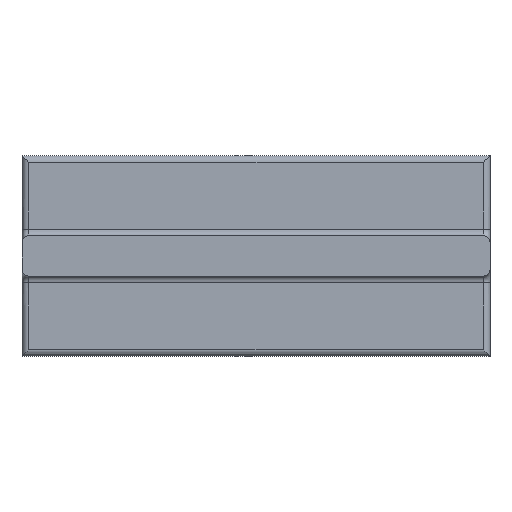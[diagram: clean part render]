
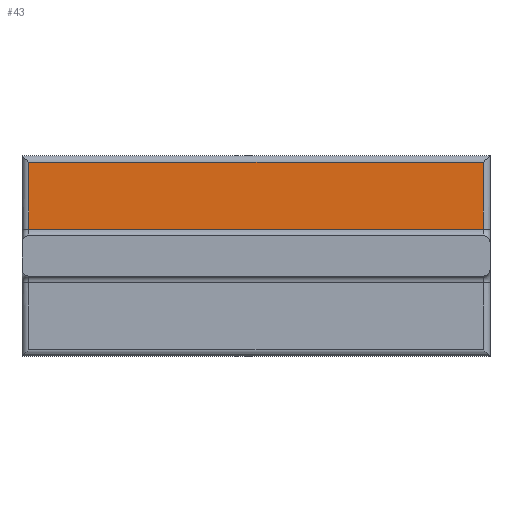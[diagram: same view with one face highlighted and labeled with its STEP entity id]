
A CAD part, top view. The second image highlights one B-rep face of the part: STEP entity #43.
In plain terms, the highlighted planar face has unit normal (0, 0, 1).
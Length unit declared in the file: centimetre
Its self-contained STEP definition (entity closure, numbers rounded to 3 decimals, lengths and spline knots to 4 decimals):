
#11 = CARTESIAN_POINT ( 'NONE',  ( -17., 7., 1. ) ) ;
#12 = DIRECTION ( 'NONE',  ( -1., 0., 0. ) ) ;
#43 = ADVANCED_FACE ( 'NONE', ( #391 ), #74, .F. ) ;
#66 = DIRECTION ( 'NONE',  ( 0., -1., 0. ) ) ;
#74 = PLANE ( 'NONE',  #89 ) ;
#76 = CARTESIAN_POINT ( 'NONE',  ( -17., 1.5, 1. ) ) ;
#89 = AXIS2_PLACEMENT_3D ( 'NONE', #769, #641, #12 ) ;
#100 = VERTEX_POINT ( 'NONE', #127 ) ;
#109 = CARTESIAN_POINT ( 'NONE',  ( 17.5, 7., 1. ) ) ;
#114 = DIRECTION ( 'NONE',  ( -1., 0., 0. ) ) ;
#127 = CARTESIAN_POINT ( 'NONE',  ( -17., 2., 1. ) ) ;
#162 = ORIENTED_EDGE ( 'NONE', *, *, #424, .T. ) ;
#180 = LINE ( 'NONE', #412, #664 ) ;
#181 = ORIENTED_EDGE ( 'NONE', *, *, #723, .T. ) ;
#227 = CARTESIAN_POINT ( 'NONE',  ( 17., 7.5, 1. ) ) ;
#232 = ORIENTED_EDGE ( 'NONE', *, *, #390, .T. ) ;
#282 = ORIENTED_EDGE ( 'NONE', *, *, #304, .T. ) ;
#304 = EDGE_CURVE ( 'NONE', #329, #538, #356, .T. ) ;
#322 = CARTESIAN_POINT ( 'NONE',  ( 17., 2., 1. ) ) ;
#329 = VERTEX_POINT ( 'NONE', #672 ) ;
#353 = VECTOR ( 'NONE', #114, 100. ) ;
#356 = LINE ( 'NONE', #109, #353 ) ;
#390 = EDGE_CURVE ( 'NONE', #100, #507, #180, .T. ) ;
#391 = FACE_OUTER_BOUND ( 'NONE', #707, .T. ) ;
#412 = CARTESIAN_POINT ( 'NONE',  ( 17.5, 2., 1. ) ) ;
#424 = EDGE_CURVE ( 'NONE', #538, #100, #510, .T. ) ;
#507 = VERTEX_POINT ( 'NONE', #322 ) ;
#510 = LINE ( 'NONE', #76, #588 ) ;
#538 = VERTEX_POINT ( 'NONE', #11 ) ;
#540 = LINE ( 'NONE', #227, #667 ) ;
#588 = VECTOR ( 'NONE', #66, 100. ) ;
#641 = DIRECTION ( 'NONE',  ( 0., 0., -1. ) ) ;
#664 = VECTOR ( 'NONE', #666, 100. ) ;
#666 = DIRECTION ( 'NONE',  ( 1., 0., 0. ) ) ;
#667 = VECTOR ( 'NONE', #746, 100. ) ;
#672 = CARTESIAN_POINT ( 'NONE',  ( 17., 7., 1. ) ) ;
#707 = EDGE_LOOP ( 'NONE', ( #181, #282, #162, #232 ) ) ;
#723 = EDGE_CURVE ( 'NONE', #507, #329, #540, .T. ) ;
#746 = DIRECTION ( 'NONE',  ( 0., 1., 0. ) ) ;
#769 = CARTESIAN_POINT ( 'NONE',  ( 17.5, 1.5, 1. ) ) ;
